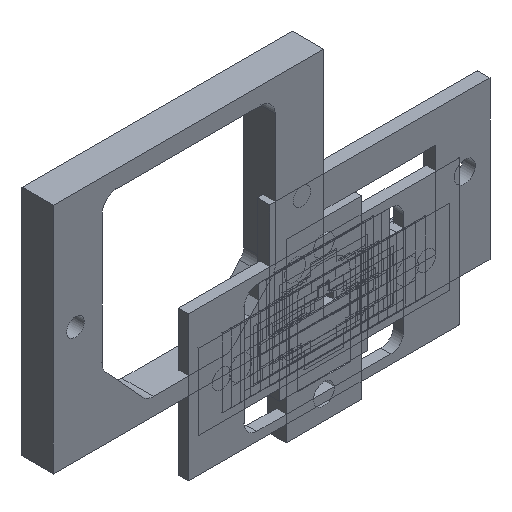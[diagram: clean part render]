
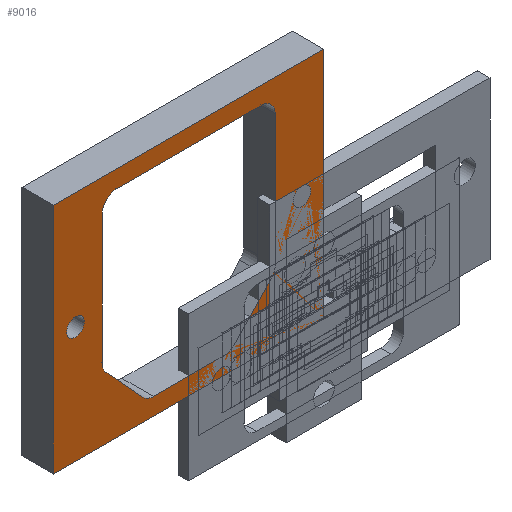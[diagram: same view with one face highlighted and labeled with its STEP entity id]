
A CAD part, isometric view. The second image highlights one B-rep face of the part: STEP entity #9016.
In plain terms, the highlighted planar face has unit normal (0, -1, 0).
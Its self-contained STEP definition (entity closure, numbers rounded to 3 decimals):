
#39=CIRCLE('',#9799,2.25);
#41=CIRCLE('',#9803,2.25);
#43=CIRCLE('',#9807,2.25);
#45=CIRCLE('',#9811,2.25);
#47=CIRCLE('',#9815,2.25);
#49=CIRCLE('',#9819,2.25);
#52=CIRCLE('',#9823,1.4);
#54=CIRCLE('',#9826,1.4);
#336=FACE_BOUND('',#1282,.T.);
#337=FACE_BOUND('',#1283,.T.);
#338=FACE_BOUND('',#1284,.T.);
#770=FACE_OUTER_BOUND('',#1281,.T.);
#1281=EDGE_LOOP('',(#8019,#8020,#8021,#8022));
#1282=EDGE_LOOP('',(#8023));
#1283=EDGE_LOOP('',(#8024));
#1284=EDGE_LOOP('',(#8025,#8026,#8027,#8028,#8029,#8030,#8031,#8032,#8033,
#8034,#8035,#8036));
#2391=LINE('',#14461,#3571);
#2396=LINE('',#14475,#3576);
#2400=LINE('',#14487,#3580);
#2404=LINE('',#14499,#3584);
#2408=LINE('',#14511,#3588);
#2412=LINE('',#14523,#3592);
#2417=LINE('',#14545,#3597);
#2421=LINE('',#14553,#3601);
#2424=LINE('',#14559,#3604);
#2427=LINE('',#14564,#3607);
#3571=VECTOR('',#11916,10.);
#3576=VECTOR('',#11929,10.);
#3580=VECTOR('',#11941,10.);
#3584=VECTOR('',#11953,10.);
#3588=VECTOR('',#11965,10.);
#3592=VECTOR('',#11977,10.);
#3597=VECTOR('',#12002,10.);
#3601=VECTOR('',#12008,10.);
#3604=VECTOR('',#12013,10.);
#3607=VECTOR('',#12018,10.);
#4409=VERTEX_POINT('',#14459);
#4410=VERTEX_POINT('',#14460);
#4413=VERTEX_POINT('',#14468);
#4415=VERTEX_POINT('',#14474);
#4417=VERTEX_POINT('',#14480);
#4419=VERTEX_POINT('',#14486);
#4421=VERTEX_POINT('',#14492);
#4423=VERTEX_POINT('',#14498);
#4425=VERTEX_POINT('',#14504);
#4427=VERTEX_POINT('',#14510);
#4429=VERTEX_POINT('',#14516);
#4431=VERTEX_POINT('',#14522);
#4434=VERTEX_POINT('',#14533);
#4436=VERTEX_POINT('',#14539);
#4437=VERTEX_POINT('',#14543);
#4438=VERTEX_POINT('',#14544);
#4441=VERTEX_POINT('',#14552);
#4443=VERTEX_POINT('',#14558);
#5595=EDGE_CURVE('',#4409,#4410,#2391,.T.);
#5599=EDGE_CURVE('',#4413,#4409,#39,.T.);
#5602=EDGE_CURVE('',#4415,#4413,#2396,.T.);
#5605=EDGE_CURVE('',#4417,#4415,#41,.T.);
#5608=EDGE_CURVE('',#4419,#4417,#2400,.T.);
#5611=EDGE_CURVE('',#4421,#4419,#43,.T.);
#5614=EDGE_CURVE('',#4423,#4421,#2404,.T.);
#5617=EDGE_CURVE('',#4425,#4423,#45,.T.);
#5620=EDGE_CURVE('',#4427,#4425,#2408,.T.);
#5623=EDGE_CURVE('',#4429,#4427,#47,.T.);
#5626=EDGE_CURVE('',#4431,#4429,#2412,.T.);
#5629=EDGE_CURVE('',#4410,#4431,#49,.T.);
#5633=EDGE_CURVE('',#4434,#4434,#52,.T.);
#5636=EDGE_CURVE('',#4436,#4436,#54,.T.);
#5637=EDGE_CURVE('',#4437,#4438,#2417,.T.);
#5641=EDGE_CURVE('',#4441,#4437,#2421,.T.);
#5644=EDGE_CURVE('',#4443,#4441,#2424,.T.);
#5647=EDGE_CURVE('',#4438,#4443,#2427,.T.);
#8019=ORIENTED_EDGE('',*,*,#5647,.F.);
#8020=ORIENTED_EDGE('',*,*,#5637,.F.);
#8021=ORIENTED_EDGE('',*,*,#5641,.F.);
#8022=ORIENTED_EDGE('',*,*,#5644,.F.);
#8023=ORIENTED_EDGE('',*,*,#5636,.F.);
#8024=ORIENTED_EDGE('',*,*,#5633,.F.);
#8025=ORIENTED_EDGE('',*,*,#5629,.F.);
#8026=ORIENTED_EDGE('',*,*,#5595,.F.);
#8027=ORIENTED_EDGE('',*,*,#5599,.F.);
#8028=ORIENTED_EDGE('',*,*,#5602,.F.);
#8029=ORIENTED_EDGE('',*,*,#5605,.F.);
#8030=ORIENTED_EDGE('',*,*,#5608,.F.);
#8031=ORIENTED_EDGE('',*,*,#5611,.F.);
#8032=ORIENTED_EDGE('',*,*,#5614,.F.);
#8033=ORIENTED_EDGE('',*,*,#5617,.F.);
#8034=ORIENTED_EDGE('',*,*,#5620,.F.);
#8035=ORIENTED_EDGE('',*,*,#5623,.F.);
#8036=ORIENTED_EDGE('',*,*,#5626,.F.);
#8564=PLANE('',#9832);
#9016=ADVANCED_FACE('',(#770,#336,#337,#338),#8564,.F.);
#9799=AXIS2_PLACEMENT_3D('',#14469,#11922,#11923);
#9803=AXIS2_PLACEMENT_3D('',#14481,#11934,#11935);
#9807=AXIS2_PLACEMENT_3D('',#14493,#11946,#11947);
#9811=AXIS2_PLACEMENT_3D('',#14505,#11958,#11959);
#9815=AXIS2_PLACEMENT_3D('',#14517,#11970,#11971);
#9819=AXIS2_PLACEMENT_3D('',#14528,#11982,#11983);
#9823=AXIS2_PLACEMENT_3D('',#14535,#11991,#11992);
#9826=AXIS2_PLACEMENT_3D('',#14541,#11998,#11999);
#9832=AXIS2_PLACEMENT_3D('',#14567,#12022,#12023);
#11916=DIRECTION('',(0.688,0.,0.726));
#11922=DIRECTION('center_axis',(0.,-1.,0.));
#11923=DIRECTION('ref_axis',(0.726,0.,-0.688));
#11929=DIRECTION('',(1.,0.,0.));
#11934=DIRECTION('center_axis',(0.,-1.,0.));
#11935=DIRECTION('ref_axis',(0.,0.,-1.));
#11941=DIRECTION('',(0.678,0.,-0.735));
#11946=DIRECTION('center_axis',(0.,-1.,0.));
#11947=DIRECTION('ref_axis',(-0.735,0.,-0.678));
#11953=DIRECTION('',(0.,0.,-1.));
#11958=DIRECTION('center_axis',(0.,-1.,0.));
#11959=DIRECTION('ref_axis',(-1.,0.,0.));
#11965=DIRECTION('',(-1.,0.,0.));
#11970=DIRECTION('center_axis',(0.,-1.,0.));
#11971=DIRECTION('ref_axis',(0.,0.,1.));
#11977=DIRECTION('',(0.,0.,1.));
#11982=DIRECTION('center_axis',(0.,-1.,0.));
#11983=DIRECTION('ref_axis',(1.,0.,0.));
#11991=DIRECTION('center_axis',(0.,-1.,0.));
#11992=DIRECTION('ref_axis',(1.,0.,0.));
#11998=DIRECTION('center_axis',(0.,-1.,0.));
#11999=DIRECTION('ref_axis',(1.,0.,0.));
#12002=DIRECTION('',(1.,0.,0.));
#12008=DIRECTION('',(0.,0.,1.));
#12013=DIRECTION('',(-1.,0.,0.));
#12018=DIRECTION('',(0.,0.,-1.));
#12022=DIRECTION('center_axis',(0.,1.,0.));
#12023=DIRECTION('ref_axis',(1.,0.,0.));
#14459=CARTESIAN_POINT('',(-14.246,0.,3.653));
#14460=CARTESIAN_POINT('',(-8.366,0.,9.863));
#14461=CARTESIAN_POINT('',(-8.366,0.,9.863));
#14468=CARTESIAN_POINT('',(-15.88,0.,2.95));
#14469=CARTESIAN_POINT('Origin',(-15.88,0.,5.2));
#14474=CARTESIAN_POINT('',(-27.12,0.,2.95));
#14475=CARTESIAN_POINT('',(-27.12,0.,2.95));
#14480=CARTESIAN_POINT('',(-28.774,0.,3.675));
#14481=CARTESIAN_POINT('Origin',(-27.12,0.,5.2));
#14486=CARTESIAN_POINT('',(-34.654,0.,10.049));
#14487=CARTESIAN_POINT('',(-28.774,0.,3.675));
#14492=CARTESIAN_POINT('',(-35.25,0.,11.575));
#14493=CARTESIAN_POINT('Origin',(-33.,0.,11.575));
#14498=CARTESIAN_POINT('',(-35.25,0.,32.2));
#14499=CARTESIAN_POINT('',(-35.25,0.,32.2));
#14504=CARTESIAN_POINT('',(-33.,0.,34.45));
#14505=CARTESIAN_POINT('Origin',(-33.,0.,32.2));
#14510=CARTESIAN_POINT('',(-10.,0.,34.45));
#14511=CARTESIAN_POINT('',(-10.,0.,34.45));
#14516=CARTESIAN_POINT('',(-7.75,0.,32.2));
#14517=CARTESIAN_POINT('Origin',(-10.,0.,32.2));
#14522=CARTESIAN_POINT('',(-7.75,0.,11.41));
#14523=CARTESIAN_POINT('',(-7.75,0.,11.41));
#14528=CARTESIAN_POINT('Origin',(-10.,0.,11.41));
#14533=CARTESIAN_POINT('',(-40.9,0.,18.7));
#14535=CARTESIAN_POINT('Origin',(-39.5,0.,18.7));
#14539=CARTESIAN_POINT('',(-4.9,0.,18.7));
#14541=CARTESIAN_POINT('Origin',(-3.5,0.,18.7));
#14543=CARTESIAN_POINT('',(-43.,0.,37.2));
#14544=CARTESIAN_POINT('',(0.,0.,37.2));
#14545=CARTESIAN_POINT('',(-43.,0.,37.2));
#14552=CARTESIAN_POINT('',(-43.,0.,0.2));
#14553=CARTESIAN_POINT('',(-43.,0.,0.2));
#14558=CARTESIAN_POINT('',(0.,0.,0.2));
#14559=CARTESIAN_POINT('',(0.,0.,0.2));
#14564=CARTESIAN_POINT('',(0.,0.,37.2));
#14567=CARTESIAN_POINT('Origin',(-21.5,0.,18.7));
